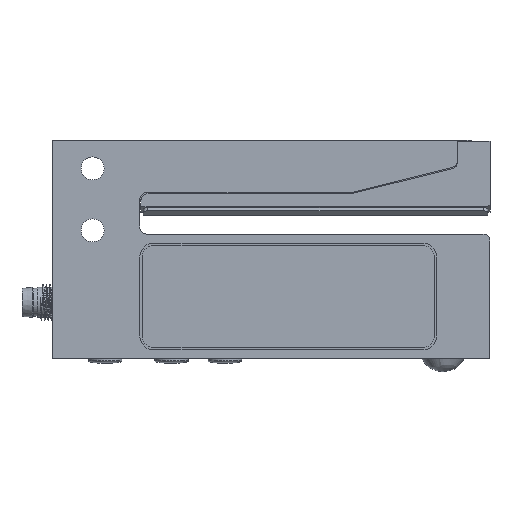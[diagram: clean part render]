
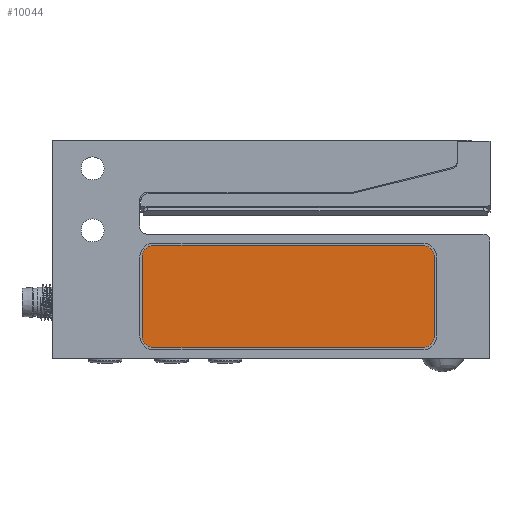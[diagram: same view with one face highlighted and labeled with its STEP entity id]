
A CAD part, front view. The second image highlights one B-rep face of the part: STEP entity #10044.
In plain terms, the highlighted planar face has unit normal (0, -1, 0).
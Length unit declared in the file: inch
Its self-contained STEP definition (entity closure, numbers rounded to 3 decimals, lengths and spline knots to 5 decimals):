
#47 = ORIENTED_EDGE ( 'NONE', *, *, #6402, .T. ) ;
#140 = EDGE_CURVE ( 'NONE', #4507, #1769, #8599, .T. ) ;
#204 = DIRECTION ( 'NONE',  ( 1., 0., 0. ) ) ;
#263 = CARTESIAN_POINT ( 'NONE',  ( 0.8, -0.425, 0.76597 ) ) ;
#584 = VECTOR ( 'NONE', #9676, 39.37008 ) ;
#859 = EDGE_CURVE ( 'NONE', #7873, #9740, #7520, .T. ) ;
#1402 = CIRCLE ( 'NONE', #9918, 0.105 ) ;
#1444 = ORIENTED_EDGE ( 'NONE', *, *, #7671, .T. ) ;
#1769 = VERTEX_POINT ( 'NONE', #9737 ) ;
#2721 = CARTESIAN_POINT ( 'NONE',  ( 0.905, -0.425, 0.76597 ) ) ;
#2855 = CARTESIAN_POINT ( 'NONE',  ( 3.4, -0.425, 0.76597 ) ) ;
#2898 = CIRCLE ( 'NONE', #8629, 0.105 ) ;
#2926 = FACE_OUTER_BOUND ( 'NONE', #10793, .T. ) ;
#2993 = AXIS2_PLACEMENT_3D ( 'NONE', #10192, #7238, #11121 ) ;
#3716 = CARTESIAN_POINT ( 'NONE',  ( 3.295, -0.425, -0.03903 ) ) ;
#3990 = LINE ( 'NONE', #2855, #8625 ) ;
#4067 = LINE ( 'NONE', #263, #9704 ) ;
#4094 = ORIENTED_EDGE ( 'NONE', *, *, #8074, .T. ) ;
#4301 = VERTEX_POINT ( 'NONE', #9437 ) ;
#4334 = DIRECTION ( 'NONE',  ( 0., -1., 0. ) ) ;
#4507 = VERTEX_POINT ( 'NONE', #11071 ) ;
#5025 = VERTEX_POINT ( 'NONE', #2721 ) ;
#5139 = CARTESIAN_POINT ( 'NONE',  ( 3.4, -0.425, 0.66097 ) ) ;
#5250 = CIRCLE ( 'NONE', #7799, 0.105 ) ;
#5426 = CARTESIAN_POINT ( 'NONE',  ( 3.295, -0.425, 0.66097 ) ) ;
#5596 = ORIENTED_EDGE ( 'NONE', *, *, #140, .T. ) ;
#5613 = VERTEX_POINT ( 'NONE', #5139 ) ;
#6006 = ORIENTED_EDGE ( 'NONE', *, *, #859, .T. ) ;
#6026 = EDGE_CURVE ( 'NONE', #11600, #5025, #4067, .T. ) ;
#6069 = CIRCLE ( 'NONE', #8620, 0.105 ) ;
#6402 = EDGE_CURVE ( 'NONE', #4301, #5613, #3990, .T. ) ;
#6478 = DIRECTION ( 'NONE',  ( 0., -1., 0. ) ) ;
#6745 = VECTOR ( 'NONE', #204, 39.37008 ) ;
#7238 = DIRECTION ( 'NONE',  ( 0., -1., 0. ) ) ;
#7520 = LINE ( 'NONE', #10534, #6745 ) ;
#7671 = EDGE_CURVE ( 'NONE', #5025, #4507, #2898, .T. ) ;
#7765 = DIRECTION ( 'NONE',  ( 0., -1., 0. ) ) ;
#7799 = AXIS2_PLACEMENT_3D ( 'NONE', #9404, #4334, #8392 ) ;
#7832 = CARTESIAN_POINT ( 'NONE',  ( 0.905, -0.425, 0.66097 ) ) ;
#7873 = VERTEX_POINT ( 'NONE', #10244 ) ;
#8074 = EDGE_CURVE ( 'NONE', #5613, #11600, #1402, .T. ) ;
#8087 = ORIENTED_EDGE ( 'NONE', *, *, #8446, .T. ) ;
#8127 = DIRECTION ( 'NONE',  ( -1., 0., 0. ) ) ;
#8392 = DIRECTION ( 'NONE',  ( 1., 0., 0. ) ) ;
#8446 = EDGE_CURVE ( 'NONE', #9740, #4301, #6069, .T. ) ;
#8524 = CARTESIAN_POINT ( 'NONE',  ( 3.295, -0.425, -0.14403 ) ) ;
#8599 = LINE ( 'NONE', #9406, #584 ) ;
#8620 = AXIS2_PLACEMENT_3D ( 'NONE', #3716, #10786, #8713 ) ;
#8625 = VECTOR ( 'NONE', #8783, 39.37008 ) ;
#8629 = AXIS2_PLACEMENT_3D ( 'NONE', #7832, #7765, #8963 ) ;
#8713 = DIRECTION ( 'NONE',  ( 1., 0., 0. ) ) ;
#8783 = DIRECTION ( 'NONE',  ( 0., 0., 1. ) ) ;
#8963 = DIRECTION ( 'NONE',  ( 1., 0., 0. ) ) ;
#9249 = ORIENTED_EDGE ( 'NONE', *, *, #12731, .T. ) ;
#9312 = PLANE ( 'NONE',  #2993 ) ;
#9404 = CARTESIAN_POINT ( 'NONE',  ( 0.905, -0.425, -0.03903 ) ) ;
#9406 = CARTESIAN_POINT ( 'NONE',  ( 0.8, -0.425, 0.76597 ) ) ;
#9437 = CARTESIAN_POINT ( 'NONE',  ( 3.4, -0.425, -0.03903 ) ) ;
#9676 = DIRECTION ( 'NONE',  ( 0., 0., -1. ) ) ;
#9704 = VECTOR ( 'NONE', #8127, 39.37008 ) ;
#9737 = CARTESIAN_POINT ( 'NONE',  ( 0.8, -0.425, -0.03903 ) ) ;
#9740 = VERTEX_POINT ( 'NONE', #8524 ) ;
#9918 = AXIS2_PLACEMENT_3D ( 'NONE', #5426, #6478, #10572 ) ;
#10044 = ADVANCED_FACE ( 'NONE', ( #2926 ), #9312, .T. ) ;
#10192 = CARTESIAN_POINT ( 'NONE',  ( 0.8, -0.425, -0.14403 ) ) ;
#10244 = CARTESIAN_POINT ( 'NONE',  ( 0.905, -0.425, -0.14403 ) ) ;
#10534 = CARTESIAN_POINT ( 'NONE',  ( 0.8, -0.425, -0.14403 ) ) ;
#10572 = DIRECTION ( 'NONE',  ( 1., 0., 0. ) ) ;
#10596 = ORIENTED_EDGE ( 'NONE', *, *, #6026, .T. ) ;
#10786 = DIRECTION ( 'NONE',  ( 0., -1., 0. ) ) ;
#10793 = EDGE_LOOP ( 'NONE', ( #5596, #9249, #6006, #8087, #47, #4094, #10596, #1444 ) ) ;
#11071 = CARTESIAN_POINT ( 'NONE',  ( 0.8, -0.425, 0.66097 ) ) ;
#11121 = DIRECTION ( 'NONE',  ( 1., 0., 0. ) ) ;
#11593 = CARTESIAN_POINT ( 'NONE',  ( 3.295, -0.425, 0.76597 ) ) ;
#11600 = VERTEX_POINT ( 'NONE', #11593 ) ;
#12731 = EDGE_CURVE ( 'NONE', #1769, #7873, #5250, .T. ) ;
